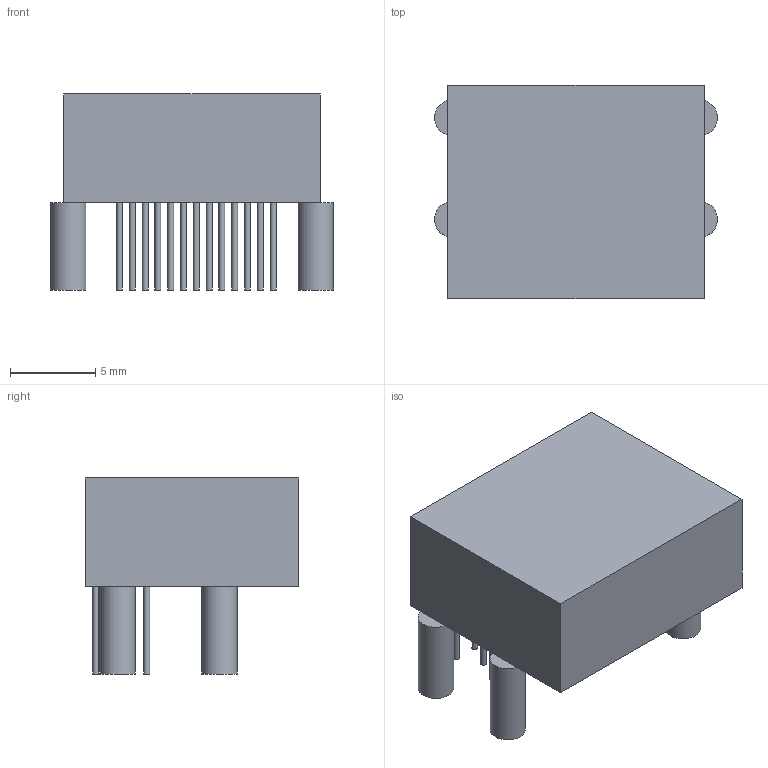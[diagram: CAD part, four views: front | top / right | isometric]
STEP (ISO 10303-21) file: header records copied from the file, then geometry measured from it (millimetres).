
FILE_DESCRIPTION(('FreeCAD Model'),'2;1');
FILE_NAME('20331905.1.9.stp','2025-02-26T06:11:29',( 'Author'),(''),'Open CASCADE STEP processor 6.9','FreeCAD','Unknown' );
FILE_SCHEMA(('AUTOMOTIVE_DESIGN { 1 0 10303 214 1 1 1 1 }'));
Length unit declared in the file: millimetre
Products named in the file (3): ASSEMBLY; Body; Leads
Assembly tree (2 placements, depth 2):
  ASSEMBLY
    Body
    Leads
Bounding box: 16.58 x 12.5 x 11.48 mm (x, y, z)
Volume: 1274.9 mm3; surface area: 996.6 mm2
Topology: 24 solids, 24 shells, 75 faces, 81 edges, 54 vertices
Faces by surface type: plane 52, cylinder 23
Full cylindrical faces by diameter (mm): 0.35 x19, 2.08 x4
Entity records: 2694 total; most frequent: DIRECTION 445, CARTESIAN_POINT 375, ORIENTED_EDGE 162, PCURVE 162, DEFINITIONAL_REPRESENTATION 162, LINE 151, VECTOR 151, AXIS2_PLACEMENT_3D 124
